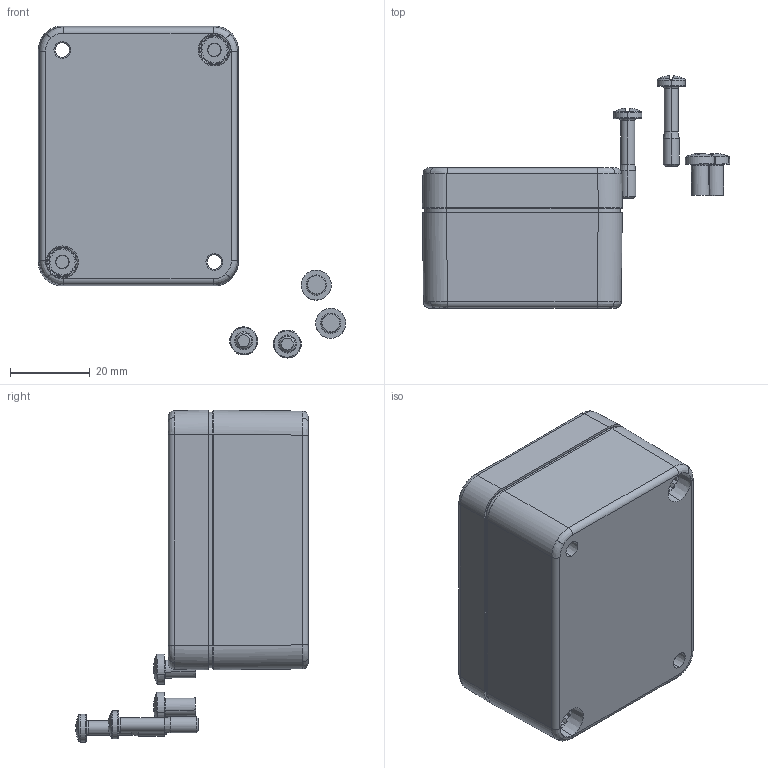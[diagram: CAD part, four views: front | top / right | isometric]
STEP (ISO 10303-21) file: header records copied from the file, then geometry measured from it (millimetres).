
FILE_DESCRIPTION (( 'STEP AP214' ), '1' );
FILE_NAME ('03050704.STEP', '2008-10-01T11:49:30', ( ' ' ), ( '' ), 'SwSTEP 2.0', 'SolidWorks 2008', '' );
FILE_SCHEMA (( 'AUTOMOTIVE_DESIGN' ));
Length unit declared in the file: millimetre
Products named in the file (9): 31902_Standard; 82007_eingebaut im Deckel Typ 0505 04; 51004_Standard; 31090-Einpressbuchse_Standard; 93214_WN1442 D4,5x7,8; 5200.008.0_Standard; 32902_Standard; 03050704
Assembly tree (11 placements, depth 3):
  03050704
    32902_Standard
    51004_Standard
      93214_WN1442 D4,5x7,8  x2
      5200.008.0_Standard  x2
    31902_Standard
      31090-Einpressbuchse_Standard  x2
      31902_Standard
    82007_eingebaut im Deckel Typ 0505 04
Bounding box: 76.83 x 58.12 x 83 mm (x, y, z)
Volume: 36502.5 mm3; surface area: 32287.5 mm2
Topology: 9 solids, 9 shells, 933 faces, 2245 edges, 1350 vertices
Faces by surface type: plane 361, cylinder 215, bspline 195, cone 102, torus 56, sphere 4
Entity records: 31635 total; most frequent: CARTESIAN_POINT 14426, ORIENTED_EDGE 3766, DIRECTION 3264, EDGE_CURVE 1883, AXIS2_PLACEMENT_3D 1190, VERTEX_POINT 1120, VECTOR 884, LINE 884
